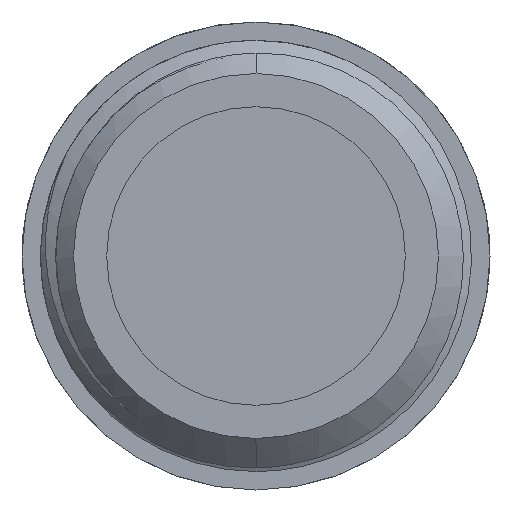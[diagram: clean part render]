
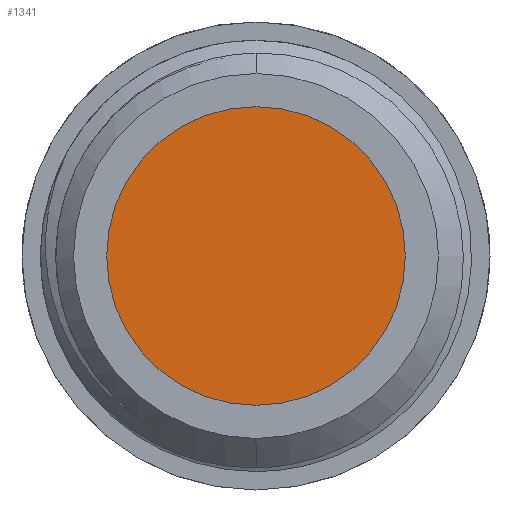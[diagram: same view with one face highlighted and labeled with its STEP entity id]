
A CAD part, left-side view. The second image highlights one B-rep face of the part: STEP entity #1341.
In plain terms, the highlighted planar face has unit normal (-1, 0, 0).
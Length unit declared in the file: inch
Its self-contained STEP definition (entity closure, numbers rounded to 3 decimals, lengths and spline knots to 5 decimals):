
#69 = CARTESIAN_POINT ( 'NONE',  ( 0.12008, 0., -0.09409 ) ) ;
#122 = DIRECTION ( 'NONE',  ( 0., 0., 1. ) ) ;
#244 = DIRECTION ( 'NONE',  ( -1., 0., 0. ) ) ;
#344 = CARTESIAN_POINT ( 'NONE',  ( 0.12008, 0., 0.09409 ) ) ;
#459 = CARTESIAN_POINT ( 'NONE',  ( 0.12008, 0., 0. ) ) ;
#483 = VERTEX_POINT ( 'NONE', #344 ) ;
#503 = DIRECTION ( 'NONE',  ( 0., 0., -1. ) ) ;
#535 = CARTESIAN_POINT ( 'NONE',  ( 0.12008, 0., 0. ) ) ;
#553 = FACE_OUTER_BOUND ( 'NONE', #1826, .T. ) ;
#604 = CIRCLE ( 'NONE', #2530, 0.09409 ) ;
#884 = VERTEX_POINT ( 'NONE', #69 ) ;
#957 = CARTESIAN_POINT ( 'NONE',  ( 0.12008, 0., 0. ) ) ;
#1212 = DIRECTION ( 'NONE',  ( -1., 0., 0. ) ) ;
#1341 = ADVANCED_FACE ( 'NONE', ( #553 ), #3044, .F. ) ;
#1826 = EDGE_LOOP ( 'NONE', ( #1882, #2795 ) ) ;
#1882 = ORIENTED_EDGE ( 'NONE', *, *, #2437, .T. ) ;
#1939 = CIRCLE ( 'NONE', #3002, 0.09409 ) ;
#2437 = EDGE_CURVE ( 'NONE', #483, #884, #1939, .T. ) ;
#2473 = DIRECTION ( 'NONE',  ( 0., 0., 1. ) ) ;
#2530 = AXIS2_PLACEMENT_3D ( 'NONE', #957, #244, #2473 ) ;
#2759 = DIRECTION ( 'NONE',  ( 1., 0., 0. ) ) ;
#2795 = ORIENTED_EDGE ( 'NONE', *, *, #2803, .T. ) ;
#2803 = EDGE_CURVE ( 'NONE', #884, #483, #604, .T. ) ;
#3002 = AXIS2_PLACEMENT_3D ( 'NONE', #459, #1212, #122 ) ;
#3044 = PLANE ( 'NONE',  #3206 ) ;
#3206 = AXIS2_PLACEMENT_3D ( 'NONE', #535, #2759, #503 ) ;
